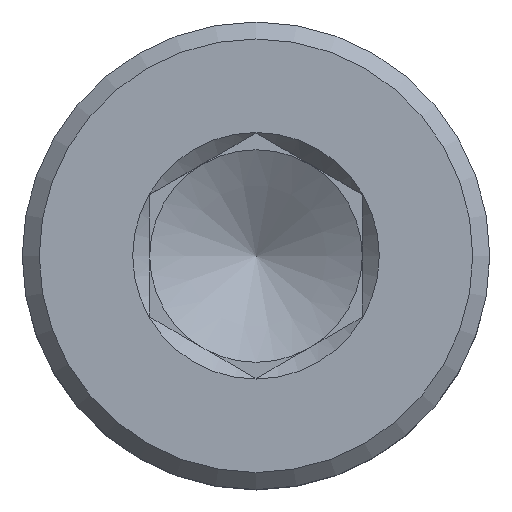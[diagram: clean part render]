
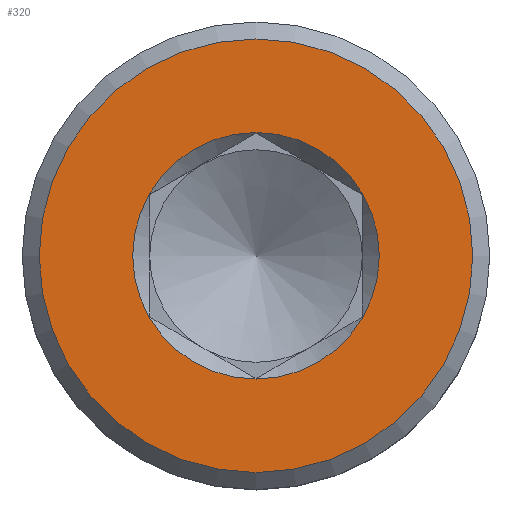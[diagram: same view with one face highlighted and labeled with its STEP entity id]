
A CAD part, top view. The second image highlights one B-rep face of the part: STEP entity #320.
In plain terms, the highlighted face is planar.
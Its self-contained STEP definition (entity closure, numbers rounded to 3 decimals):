
#253 = CONICAL_SURFACE('',#254,2.75,0.785);
#254 = AXIS2_PLACEMENT_3D('',#255,#256,#257);
#255 = CARTESIAN_POINT('',(0.,7.8,0.));
#256 = DIRECTION('',(0.,-1.,0.));
#257 = DIRECTION('',(1.,0.,0.));
#271 = VERTEX_POINT('',#272);
#272 = CARTESIAN_POINT('',(2.55,8.,0.));
#293 = EDGE_CURVE('',#271,#271,#294,.T.);
#294 = SURFACE_CURVE('',#295,(#300,#307),.PCURVE_S1.);
#295 = CIRCLE('',#296,2.55);
#296 = AXIS2_PLACEMENT_3D('',#297,#298,#299);
#297 = CARTESIAN_POINT('',(0.,8.,0.));
#298 = DIRECTION('',(0.,-1.,0.));
#299 = DIRECTION('',(1.,0.,0.));
#300 = PCURVE('',#253,#301);
#301 = DEFINITIONAL_REPRESENTATION('',(#302),#306);
#302 = LINE('',#303,#304);
#303 = CARTESIAN_POINT('',(0.,-0.2));
#304 = VECTOR('',#305,1.);
#305 = DIRECTION('',(1.,-0.));
#306 = ( GEOMETRIC_REPRESENTATION_CONTEXT(2) 
PARAMETRIC_REPRESENTATION_CONTEXT() REPRESENTATION_CONTEXT('2D SPACE',''
  ) );
#307 = PCURVE('',#308,#313);
#308 = PLANE('',#309);
#309 = AXIS2_PLACEMENT_3D('',#310,#311,#312);
#310 = CARTESIAN_POINT('',(0.,8.,0.));
#311 = DIRECTION('',(0.,-1.,0.));
#312 = DIRECTION('',(1.,0.,0.));
#313 = DEFINITIONAL_REPRESENTATION('',(#314),#318);
#314 = CIRCLE('',#315,2.55);
#315 = AXIS2_PLACEMENT_2D('',#316,#317);
#316 = CARTESIAN_POINT('',(0.,0.));
#317 = DIRECTION('',(1.,0.));
#318 = ( GEOMETRIC_REPRESENTATION_CONTEXT(2) 
PARAMETRIC_REPRESENTATION_CONTEXT() REPRESENTATION_CONTEXT('2D SPACE',''
  ) );
#320 = ADVANCED_FACE('',(#321,#324),#308,.F.);
#321 = FACE_BOUND('',#322,.F.);
#322 = EDGE_LOOP('',(#323));
#323 = ORIENTED_EDGE('',*,*,#293,.T.);
#324 = FACE_BOUND('',#325,.F.);
#325 = EDGE_LOOP('',(#326));
#326 = ORIENTED_EDGE('',*,*,#327,.F.);
#327 = EDGE_CURVE('',#328,#328,#330,.T.);
#328 = VERTEX_POINT('',#329);
#329 = CARTESIAN_POINT('',(1.45,8.,0.));
#330 = SURFACE_CURVE('',#331,(#336,#343),.PCURVE_S1.);
#331 = CIRCLE('',#332,1.45);
#332 = AXIS2_PLACEMENT_3D('',#333,#334,#335);
#333 = CARTESIAN_POINT('',(0.,8.,0.));
#334 = DIRECTION('',(0.,-1.,0.));
#335 = DIRECTION('',(1.,0.,0.));
#336 = PCURVE('',#308,#337);
#337 = DEFINITIONAL_REPRESENTATION('',(#338),#342);
#338 = CIRCLE('',#339,1.45);
#339 = AXIS2_PLACEMENT_2D('',#340,#341);
#340 = CARTESIAN_POINT('',(0.,0.));
#341 = DIRECTION('',(1.,0.));
#342 = ( GEOMETRIC_REPRESENTATION_CONTEXT(2) 
PARAMETRIC_REPRESENTATION_CONTEXT() REPRESENTATION_CONTEXT('2D SPACE',''
  ) );
#343 = PCURVE('',#344,#349);
#344 = CONICAL_SURFACE('',#345,1.45,0.785);
#345 = AXIS2_PLACEMENT_3D('',#346,#347,#348);
#346 = CARTESIAN_POINT('',(0.,8.,0.));
#347 = DIRECTION('',(0.,1.,0.));
#348 = DIRECTION('',(1.,0.,0.));
#349 = DEFINITIONAL_REPRESENTATION('',(#350),#354);
#350 = LINE('',#351,#352);
#351 = CARTESIAN_POINT('',(-0.,-0.));
#352 = VECTOR('',#353,1.);
#353 = DIRECTION('',(-1.,-0.));
#354 = ( GEOMETRIC_REPRESENTATION_CONTEXT(2) 
PARAMETRIC_REPRESENTATION_CONTEXT() REPRESENTATION_CONTEXT('2D SPACE',''
  ) );
